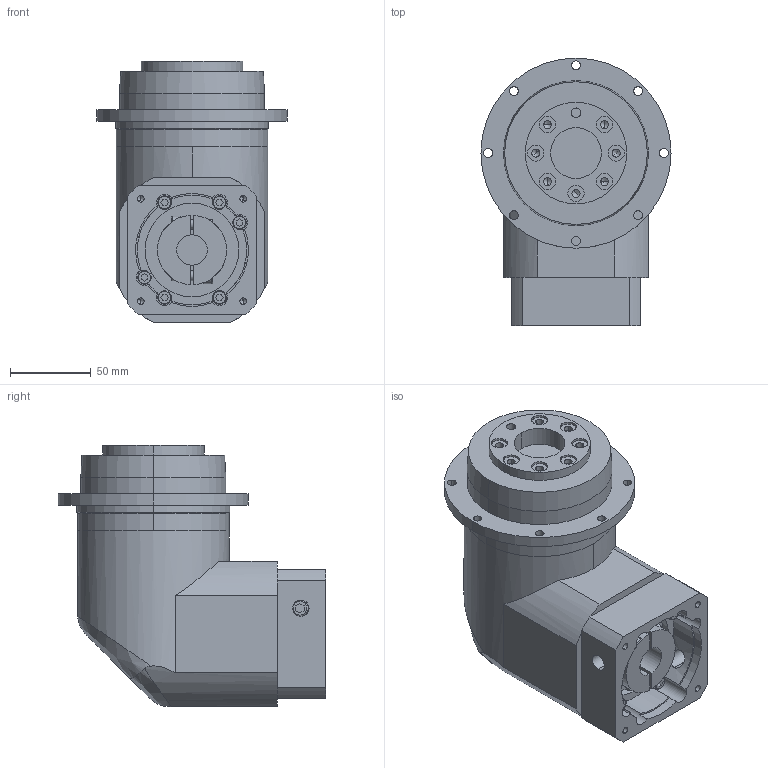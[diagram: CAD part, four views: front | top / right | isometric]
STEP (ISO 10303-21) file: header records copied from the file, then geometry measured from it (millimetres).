
FILE_DESCRIPTION (( 'STEP AP203' ), '1' );
FILE_NAME ('GPDR090-L1-(19-70-90-M5).STEP', '2022-05-26T06:14:00', ( '微软用户' ), ( '微软中国' ), 'SwSTEP 2.0', 'SolidWorks 2018', '' );
FILE_SCHEMA (( 'CONFIG_CONTROL_DESIGN' ));
Length unit declared in the file: millimetre
Products named in the file (1): GPDR090-L1-(19-70-90-M5)
Bounding box: 118 x 166 x 162 mm (x, y, z)
Volume: 1382403.6 mm3; surface area: 120142.9 mm2
Topology: 2 solids, 2 shells, 323 faces, 798 edges, 503 vertices
Faces by surface type: cylinder 146, plane 132, cone 26, torus 16, bspline 3
Entity records: 10252 total; most frequent: CARTESIAN_POINT 2353, DIRECTION 1727, ORIENTED_EDGE 1552, EDGE_CURVE 776, AXIS2_PLACEMENT_3D 667, VERTEX_POINT 503, VECTOR 393, EDGE_LOOP 393
